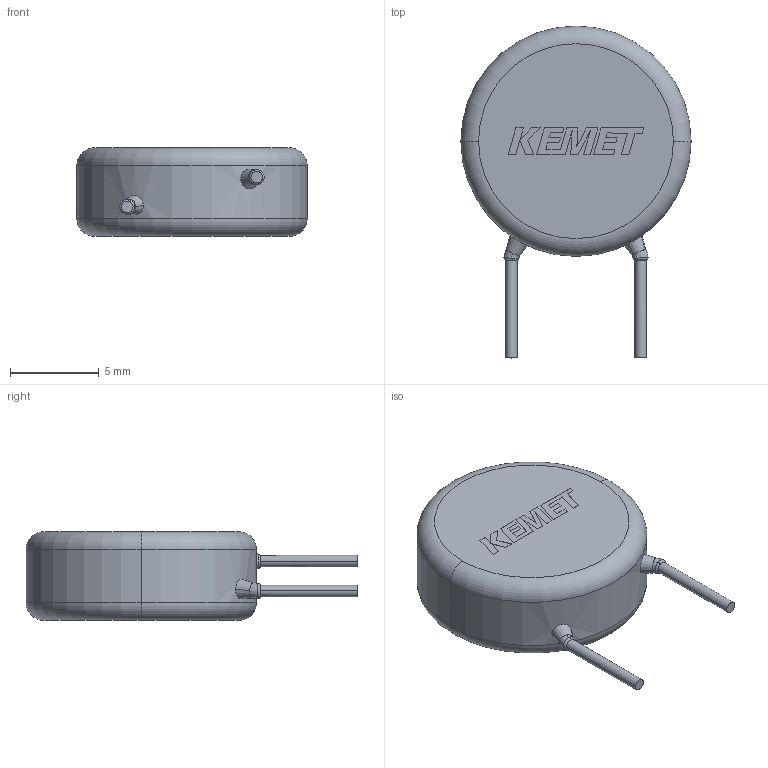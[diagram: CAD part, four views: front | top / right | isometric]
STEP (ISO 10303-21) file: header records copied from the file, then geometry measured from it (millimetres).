
FILE_DESCRIPTION (( 'STEP AP214' ), '1' );
FILE_NAME ('CCD_STC900_D13T5S7.5LL5.5F0.65G3.STEP', '2020-12-30T22:53:36', ( '' ), ( '' ), 'SwSTEP 2.0', 'SolidWorks 2014', '' );
FILE_SCHEMA (( 'AUTOMOTIVE_DESIGN' ));
Length unit declared in the file: millimetre
Products named in the file (1): CCD_STC900_D13T5S7.5LL5.5F0.65G3
Bounding box: 13 x 18.73 x 5 mm (x, y, z)
Volume: 652 mm3; surface area: 475.7 mm2
Topology: 4 solids, 4 shells, 83 faces, 215 edges, 142 vertices
Faces by surface type: plane 61, bspline 8, cylinder 6, cone 4, torus 4
Entity records: 3841 total; most frequent: CARTESIAN_POINT 859, ORIENTED_EDGE 430, DIRECTION 387, EDGE_CURVE 215, LINE 163, VECTOR 163, VERTEX_POINT 142, AXIS2_PLACEMENT_3D 112
